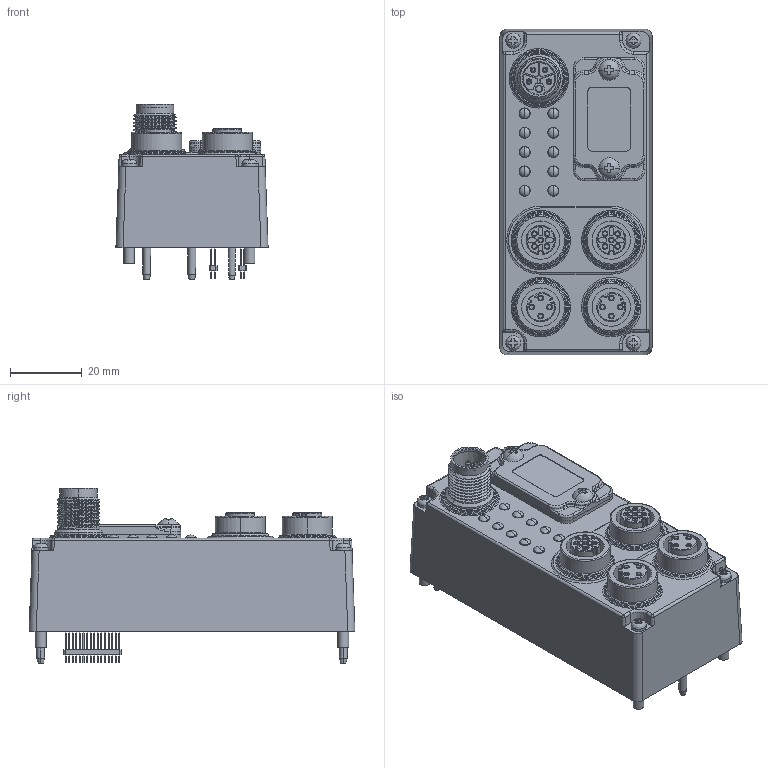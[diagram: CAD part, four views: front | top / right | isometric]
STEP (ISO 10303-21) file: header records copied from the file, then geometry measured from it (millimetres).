
FILE_DESCRIPTION(/* description */ (''),/* implementation_level */ '2;1');
FILE_NAME(/* name */ 'IO-Link 主站阀岛_-5口-市场_stp.stp',/* time_stamp */ '2025-11-12T17:11:58+08:00',/* author */ (''),/* organization */ (''),/* preprocessor_version */ 'ST-DEVELOPER v20',/* originating_system */ 'SIEMENS PLM Software NX2412.5001',/* authorisation */ '');
FILE_SCHEMA (('AUTOMOTIVE_DESIGN { 1 0 10303 214 3 1 1 1 }'));
Products named in the file (1): IO-Link 主站阀岛_-5口-市场_
stp_objects
Bounding box: 42.5 x 91 x 48.9 mm (x, y, z)
Volume: 92452.6 mm3; surface area: 36238.2 mm2
Topology: 12 solids, 34 shells, 2394 faces, 6133 edges, 3967 vertices
Faces by surface type: plane 1480, cylinder 483, cone 213, torus 135, sphere 42, bspline 41
Full cylindrical faces by diameter (mm): 1 x8, 1.2 x1, 1.49 x12, 2.2 x3, 2.7 x1, 3 x2, 3.01 x4, 4.21 x4
Entity records: 77723 total; most frequent: CARTESIAN_POINT 17221, DIRECTION 12153, ORIENTED_EDGE 12120, EDGE_CURVE 6060, AXIS2_PLACEMENT_3D 4073, LINE 4007, VECTOR 4007, VERTEX_POINT 3979
